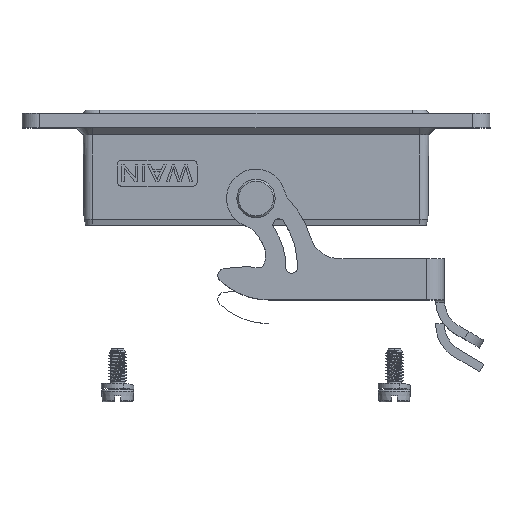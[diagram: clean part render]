
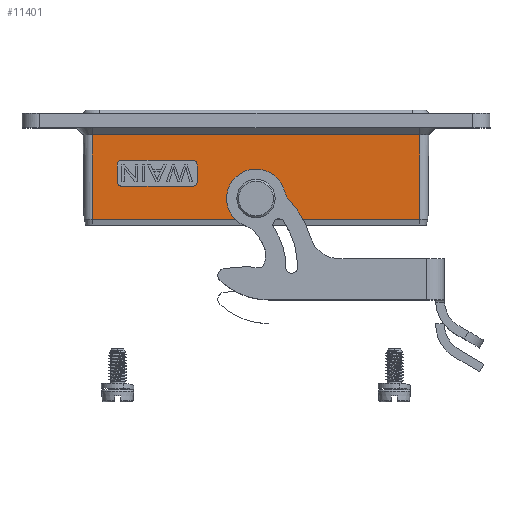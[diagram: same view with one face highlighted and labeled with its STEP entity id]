
A CAD part, top view. The second image highlights one B-rep face of the part: STEP entity #11401.
In plain terms, the highlighted planar face has unit normal (0, 0, 1).
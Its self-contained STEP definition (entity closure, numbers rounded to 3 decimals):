
#3006=CARTESIAN_POINT('',(7.2,-11.8,22.));
#3007=DIRECTION('',(0.,0.,1.));
#3008=DIRECTION('',(0.,1.,0.));
#3009=AXIS2_PLACEMENT_3D('',#3006,#3007,#3008);
#3011=DIRECTION('',(0.,-1.,0.));
#3012=VECTOR('',#3011,2.8);
#3013=CARTESIAN_POINT('',(6.4,-11.8,22.));
#3014=LINE('',#3013,#3012);
#3015=CARTESIAN_POINT('',(7.2,-14.6,22.));
#3016=DIRECTION('',(0.,0.,1.));
#3017=DIRECTION('',(-1.,0.,0.));
#3018=AXIS2_PLACEMENT_3D('',#3015,#3016,#3017);
#3020=DIRECTION('',(1.,0.,0.));
#3021=VECTOR('',#3020,12.);
#3022=CARTESIAN_POINT('',(7.2,-15.4,22.));
#3023=LINE('',#3022,#3021);
#3024=CARTESIAN_POINT('',(19.2,-14.6,22.));
#3025=DIRECTION('',(0.,0.,1.));
#3026=DIRECTION('',(0.,-1.,0.));
#3027=AXIS2_PLACEMENT_3D('',#3024,#3025,#3026);
#3029=DIRECTION('',(0.,1.,0.));
#3030=VECTOR('',#3029,2.8);
#3031=CARTESIAN_POINT('',(20.,-14.6,22.));
#3032=LINE('',#3031,#3030);
#3033=CARTESIAN_POINT('',(19.2,-11.8,22.));
#3034=DIRECTION('',(0.,0.,1.));
#3035=DIRECTION('',(1.,0.,0.));
#3036=AXIS2_PLACEMENT_3D('',#3033,#3034,#3035);
#3038=DIRECTION('',(-1.,0.,0.));
#3039=VECTOR('',#3038,12.);
#3040=CARTESIAN_POINT('',(19.2,-11.,22.));
#3041=LINE('',#3040,#3039);
#3042=DIRECTION('',(-1.,0.,0.));
#3043=VECTOR('',#3042,55.417);
#3044=CARTESIAN_POINT('',(57.709,-21.,22.));
#3045=LINE('',#3044,#3043);
#3046=DIRECTION('',(0.009,-1.,0.));
#3047=VECTOR('',#3046,14.301);
#3048=CARTESIAN_POINT('',(2.167,-6.7,22.));
#3049=LINE('',#3048,#3047);
#3050=DIRECTION('',(1.,0.,0.));
#3051=VECTOR('',#3050,55.667);
#3052=CARTESIAN_POINT('',(2.167,-6.7,22.));
#3053=LINE('',#3052,#3051);
#3054=DIRECTION('',(0.009,1.,0.));
#3055=VECTOR('',#3054,14.301);
#3056=CARTESIAN_POINT('',(57.709,-21.,22.));
#3057=LINE('',#3056,#3055);
#3058=CARTESIAN_POINT('',(30.,-17.5,22.));
#3059=DIRECTION('',(0.,0.,1.));
#3060=DIRECTION('',(0.,1.,0.));
#3061=AXIS2_PLACEMENT_3D('',#3058,#3059,#3060);
#3063=CARTESIAN_POINT('',(30.,-17.5,22.));
#3064=DIRECTION('',(0.,0.,1.));
#3065=DIRECTION('',(0.,-1.,0.));
#3066=AXIS2_PLACEMENT_3D('',#3063,#3064,#3065);
#5983=CARTESIAN_POINT('',(7.2,-11.,22.));
#5984=VERTEX_POINT('',#5983);
#5985=CARTESIAN_POINT('',(6.4,-11.8,22.));
#5986=VERTEX_POINT('',#5985);
#5987=CARTESIAN_POINT('',(6.4,-14.6,22.));
#5988=VERTEX_POINT('',#5987);
#5989=CARTESIAN_POINT('',(7.2,-15.4,22.));
#5990=VERTEX_POINT('',#5989);
#5991=CARTESIAN_POINT('',(19.2,-15.4,22.));
#5992=VERTEX_POINT('',#5991);
#5993=CARTESIAN_POINT('',(20.,-14.6,22.));
#5994=VERTEX_POINT('',#5993);
#5995=CARTESIAN_POINT('',(20.,-11.8,22.));
#5996=VERTEX_POINT('',#5995);
#5997=CARTESIAN_POINT('',(19.2,-11.,22.));
#5998=VERTEX_POINT('',#5997);
#6183=CARTESIAN_POINT('',(2.167,-6.7,22.));
#6184=CARTESIAN_POINT('',(57.833,-6.7,22.));
#6185=VERTEX_POINT('',#6183);
#6186=VERTEX_POINT('',#6184);
#6203=CARTESIAN_POINT('',(57.709,-21.,22.));
#6204=CARTESIAN_POINT('',(2.291,-21.,22.));
#6205=VERTEX_POINT('',#6203);
#6206=VERTEX_POINT('',#6204);
#6795=CARTESIAN_POINT('',(30.,-15.35,22.));
#6796=CARTESIAN_POINT('',(30.,-19.65,22.));
#6797=VERTEX_POINT('',#6795);
#6798=VERTEX_POINT('',#6796);
#11363=CARTESIAN_POINT('',(0.8,-5.5,22.));
#11364=DIRECTION('',(0.,0.,-1.));
#11365=DIRECTION('',(1.,0.,0.));
#11366=AXIS2_PLACEMENT_3D('',#11363,#11364,#11365);
#11367=PLANE('',#11366);
#11368=ORIENTED_EDGE('',*,*,#11356,.T.);
#11370=ORIENTED_EDGE('',*,*,#11369,.F.);
#11372=ORIENTED_EDGE('',*,*,#11371,.T.);
#11374=ORIENTED_EDGE('',*,*,#11373,.F.);
#11375=EDGE_LOOP('',(#11368,#11370,#11372,#11374));
#11376=FACE_OUTER_BOUND('',#11375,.F.);
#11378=ORIENTED_EDGE('',*,*,#11377,.T.);
#11380=ORIENTED_EDGE('',*,*,#11379,.T.);
#11382=ORIENTED_EDGE('',*,*,#11381,.T.);
#11384=ORIENTED_EDGE('',*,*,#11383,.T.);
#11386=ORIENTED_EDGE('',*,*,#11385,.T.);
#11388=ORIENTED_EDGE('',*,*,#11387,.T.);
#11390=ORIENTED_EDGE('',*,*,#11389,.T.);
#11392=ORIENTED_EDGE('',*,*,#11391,.T.);
#11393=EDGE_LOOP('',(#11378,#11380,#11382,#11384,#11386,#11388,#11390,#11392));
#11394=FACE_BOUND('',#11393,.F.);
#11396=ORIENTED_EDGE('',*,*,#11395,.T.);
#11398=ORIENTED_EDGE('',*,*,#11397,.T.);
#11399=EDGE_LOOP('',(#11396,#11398));
#11400=FACE_BOUND('',#11399,.F.);
#3010=CIRCLE('',#3009,0.8);
#3019=CIRCLE('',#3018,0.8);
#3028=CIRCLE('',#3027,0.8);
#3037=CIRCLE('',#3036,0.8);
#3062=CIRCLE('',#3061,2.15);
#3067=CIRCLE('',#3066,2.15);
#11356=EDGE_CURVE('',#6205,#6206,#3045,.T.);
#11369=EDGE_CURVE('',#6185,#6206,#3049,.T.);
#11371=EDGE_CURVE('',#6185,#6186,#3053,.T.);
#11373=EDGE_CURVE('',#6205,#6186,#3057,.T.);
#11377=EDGE_CURVE('',#5984,#5986,#3010,.T.);
#11379=EDGE_CURVE('',#5986,#5988,#3014,.T.);
#11381=EDGE_CURVE('',#5988,#5990,#3019,.T.);
#11383=EDGE_CURVE('',#5990,#5992,#3023,.T.);
#11385=EDGE_CURVE('',#5992,#5994,#3028,.T.);
#11387=EDGE_CURVE('',#5994,#5996,#3032,.T.);
#11389=EDGE_CURVE('',#5996,#5998,#3037,.T.);
#11391=EDGE_CURVE('',#5998,#5984,#3041,.T.);
#11395=EDGE_CURVE('',#6797,#6798,#3062,.T.);
#11397=EDGE_CURVE('',#6798,#6797,#3067,.T.);
#11401=ADVANCED_FACE('',(#11376,#11394,#11400),#11367,.F.);
